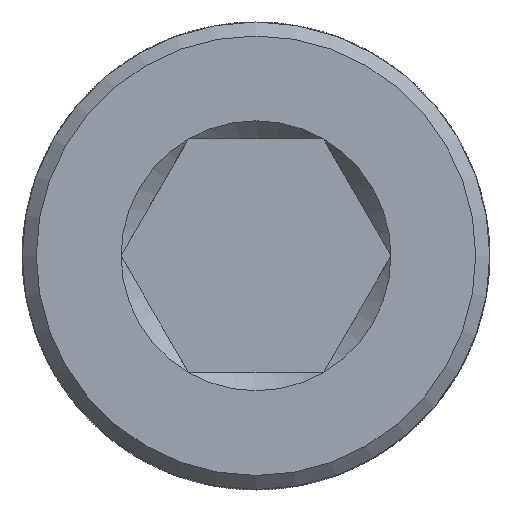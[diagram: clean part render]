
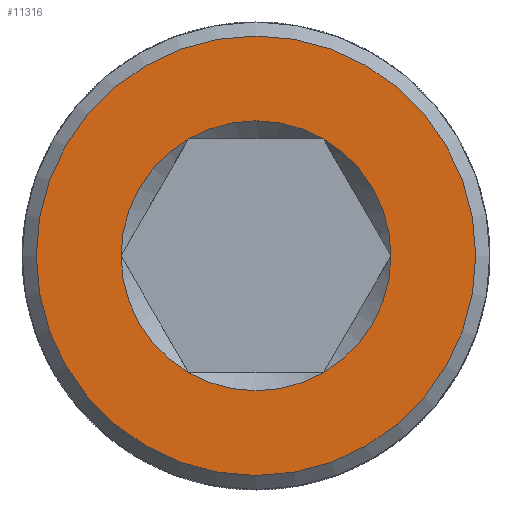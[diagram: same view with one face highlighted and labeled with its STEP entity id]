
A CAD part, top view. The second image highlights one B-rep face of the part: STEP entity #11316.
In plain terms, the highlighted planar face has unit normal (0, 0, 1).
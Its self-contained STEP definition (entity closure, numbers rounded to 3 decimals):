
#200=FACE_BOUND('',#1817,.T.);
#203=PLANE('',#12412);
#920=FACE_OUTER_BOUND('',#1816,.T.);
#1816=EDGE_LOOP('',(#8799));
#1817=EDGE_LOOP('',(#8800,#8801,#8802,#8803,#8804,#8805));
#5024=CIRCLE('',#12057,4.7);
#5377=CIRCLE('',#12413,2.887);
#5378=CIRCLE('',#12414,2.887);
#5379=CIRCLE('',#12415,2.887);
#5380=CIRCLE('',#12416,2.887);
#5381=CIRCLE('',#12417,2.887);
#5382=CIRCLE('',#12418,2.887);
#5390=VERTEX_POINT('',#16580);
#6093=VERTEX_POINT('',#17992);
#6094=VERTEX_POINT('',#17993);
#6095=VERTEX_POINT('',#17995);
#6096=VERTEX_POINT('',#17997);
#6097=VERTEX_POINT('',#17999);
#6098=VERTEX_POINT('',#18001);
#6466=EDGE_CURVE('',#5390,#5390,#5024,.T.);
#7171=EDGE_CURVE('',#6093,#6094,#5377,.T.);
#7172=EDGE_CURVE('',#6095,#6093,#5378,.T.);
#7173=EDGE_CURVE('',#6096,#6095,#5379,.T.);
#7174=EDGE_CURVE('',#6097,#6096,#5380,.T.);
#7175=EDGE_CURVE('',#6098,#6097,#5381,.T.);
#7176=EDGE_CURVE('',#6094,#6098,#5382,.T.);
#8799=ORIENTED_EDGE('',*,*,#6466,.F.);
#8800=ORIENTED_EDGE('',*,*,#7171,.F.);
#8801=ORIENTED_EDGE('',*,*,#7172,.F.);
#8802=ORIENTED_EDGE('',*,*,#7173,.F.);
#8803=ORIENTED_EDGE('',*,*,#7174,.F.);
#8804=ORIENTED_EDGE('',*,*,#7175,.F.);
#8805=ORIENTED_EDGE('',*,*,#7176,.F.);
#11316=ADVANCED_FACE('',(#920,#200),#203,.T.);
#12057=AXIS2_PLACEMENT_3D('',#16582,#13165,#13166);
#12412=AXIS2_PLACEMENT_3D('',#17991,#14227,#14228);
#12413=AXIS2_PLACEMENT_3D('',#17994,#14229,#14230);
#12414=AXIS2_PLACEMENT_3D('',#17996,#14231,#14232);
#12415=AXIS2_PLACEMENT_3D('',#17998,#14233,#14234);
#12416=AXIS2_PLACEMENT_3D('',#18000,#14235,#14236);
#12417=AXIS2_PLACEMENT_3D('',#18002,#14237,#14238);
#12418=AXIS2_PLACEMENT_3D('',#18003,#14239,#14240);
#13165=DIRECTION('center_axis',(0.,0.,-1.));
#13166=DIRECTION('ref_axis',(-1.,0.,0.));
#14227=DIRECTION('center_axis',(0.,0.,1.));
#14228=DIRECTION('ref_axis',(1.,0.,0.));
#14229=DIRECTION('center_axis',(0.,0.,1.));
#14230=DIRECTION('ref_axis',(1.,0.,0.));
#14231=DIRECTION('center_axis',(0.,0.,1.));
#14232=DIRECTION('ref_axis',(1.,0.,0.));
#14233=DIRECTION('center_axis',(0.,0.,1.));
#14234=DIRECTION('ref_axis',(1.,0.,0.));
#14235=DIRECTION('center_axis',(0.,0.,1.));
#14236=DIRECTION('ref_axis',(1.,0.,0.));
#14237=DIRECTION('center_axis',(0.,0.,1.));
#14238=DIRECTION('ref_axis',(1.,0.,0.));
#14239=DIRECTION('center_axis',(0.,0.,1.));
#14240=DIRECTION('ref_axis',(1.,0.,0.));
#16580=CARTESIAN_POINT('',(4.7,0.,6.));
#16582=CARTESIAN_POINT('Origin',(0.,0.,6.));
#17991=CARTESIAN_POINT('Origin',(0.,4.7,6.));
#17992=CARTESIAN_POINT('',(2.887,0.,6.));
#17993=CARTESIAN_POINT('',(1.443,2.5,6.));
#17994=CARTESIAN_POINT('Origin',(0.,0.,6.));
#17995=CARTESIAN_POINT('',(1.443,-2.5,6.));
#17996=CARTESIAN_POINT('Origin',(0.,0.,6.));
#17997=CARTESIAN_POINT('',(-1.443,-2.5,6.));
#17998=CARTESIAN_POINT('Origin',(0.,0.,6.));
#17999=CARTESIAN_POINT('',(-2.887,0.,6.));
#18000=CARTESIAN_POINT('Origin',(0.,0.,6.));
#18001=CARTESIAN_POINT('',(-1.443,2.5,6.));
#18002=CARTESIAN_POINT('Origin',(0.,0.,6.));
#18003=CARTESIAN_POINT('Origin',(0.,0.,6.));
